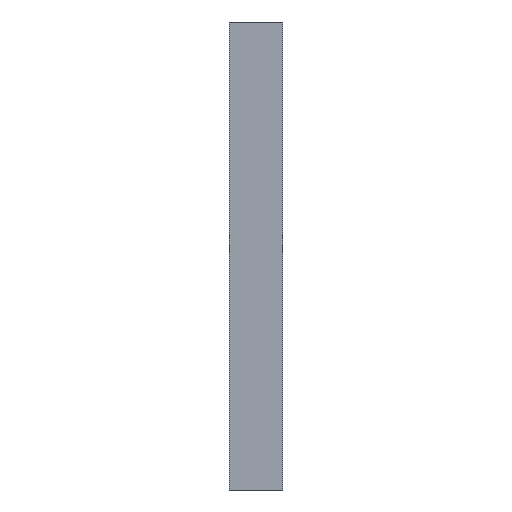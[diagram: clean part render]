
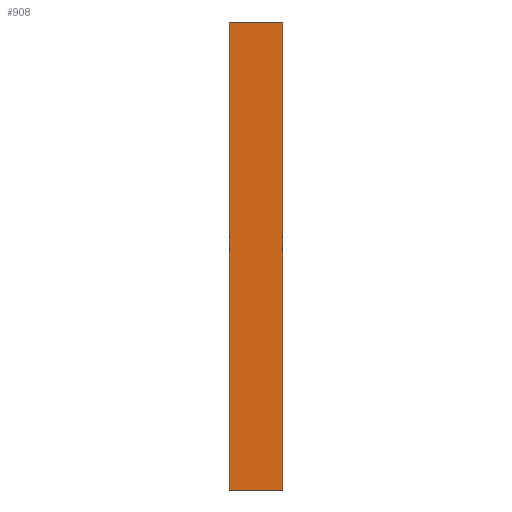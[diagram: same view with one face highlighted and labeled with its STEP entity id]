
A CAD part, front view. The second image highlights one B-rep face of the part: STEP entity #908.
In plain terms, the highlighted planar face has unit normal (0, -1, 0).
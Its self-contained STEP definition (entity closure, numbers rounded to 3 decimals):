
#81=FACE_OUTER_BOUND('',#141,.T.);
#141=EDGE_LOOP('',(#662,#663,#664,#665,#666,#667));
#214=LINE('',#1396,#308);
#231=LINE('',#1463,#325);
#232=LINE('',#1465,#326);
#233=LINE('',#1467,#327);
#234=LINE('',#1469,#328);
#235=LINE('',#1470,#329);
#308=VECTOR('',#1120,10.);
#325=VECTOR('',#1171,10.);
#326=VECTOR('',#1172,10.);
#327=VECTOR('',#1173,10.);
#328=VECTOR('',#1174,10.);
#329=VECTOR('',#1175,10.);
#413=VERTEX_POINT('',#1386);
#417=VERTEX_POINT('',#1394);
#450=VERTEX_POINT('',#1462);
#451=VERTEX_POINT('',#1464);
#452=VERTEX_POINT('',#1466);
#453=VERTEX_POINT('',#1468);
#502=EDGE_CURVE('',#413,#417,#214,.T.);
#535=EDGE_CURVE('',#450,#417,#231,.T.);
#536=EDGE_CURVE('',#451,#450,#232,.T.);
#537=EDGE_CURVE('',#451,#452,#233,.T.);
#538=EDGE_CURVE('',#453,#452,#234,.T.);
#539=EDGE_CURVE('',#453,#413,#235,.T.);
#662=ORIENTED_EDGE('',*,*,#535,.F.);
#663=ORIENTED_EDGE('',*,*,#536,.F.);
#664=ORIENTED_EDGE('',*,*,#537,.T.);
#665=ORIENTED_EDGE('',*,*,#538,.F.);
#666=ORIENTED_EDGE('',*,*,#539,.T.);
#667=ORIENTED_EDGE('',*,*,#502,.T.);
#835=PLANE('',#1007);
#908=ADVANCED_FACE('',(#81),#835,.T.);
#1007=AXIS2_PLACEMENT_3D('',#1461,#1169,#1170);
#1120=DIRECTION('',(0.,0.,1.));
#1169=DIRECTION('center_axis',(0.,-1.,0.));
#1170=DIRECTION('ref_axis',(-1.,0.,0.));
#1171=DIRECTION('',(1.,0.,0.));
#1172=DIRECTION('',(1.,0.,0.));
#1173=DIRECTION('',(0.,0.,-1.));
#1174=DIRECTION('',(-1.,0.,0.));
#1175=DIRECTION('',(1.,0.,0.));
#1386=CARTESIAN_POINT('',(2.,19.081,-200.));
#1394=CARTESIAN_POINT('',(2.,19.081,0.));
#1396=CARTESIAN_POINT('',(2.,19.081,0.));
#1461=CARTESIAN_POINT('Origin',(77.081,19.081,0.));
#1462=CARTESIAN_POINT('',(-2.,19.081,0.));
#1463=CARTESIAN_POINT('',(41.291,19.081,0.));
#1464=CARTESIAN_POINT('',(-20.919,19.081,0.));
#1465=CARTESIAN_POINT('',(-20.919,19.081,0.));
#1466=CARTESIAN_POINT('',(-20.919,19.081,-200.));
#1467=CARTESIAN_POINT('',(-20.919,19.081,0.));
#1468=CARTESIAN_POINT('',(-2.,19.081,-200.));
#1469=CARTESIAN_POINT('',(-20.919,19.081,-200.));
#1470=CARTESIAN_POINT('',(37.541,19.081,-200.));
